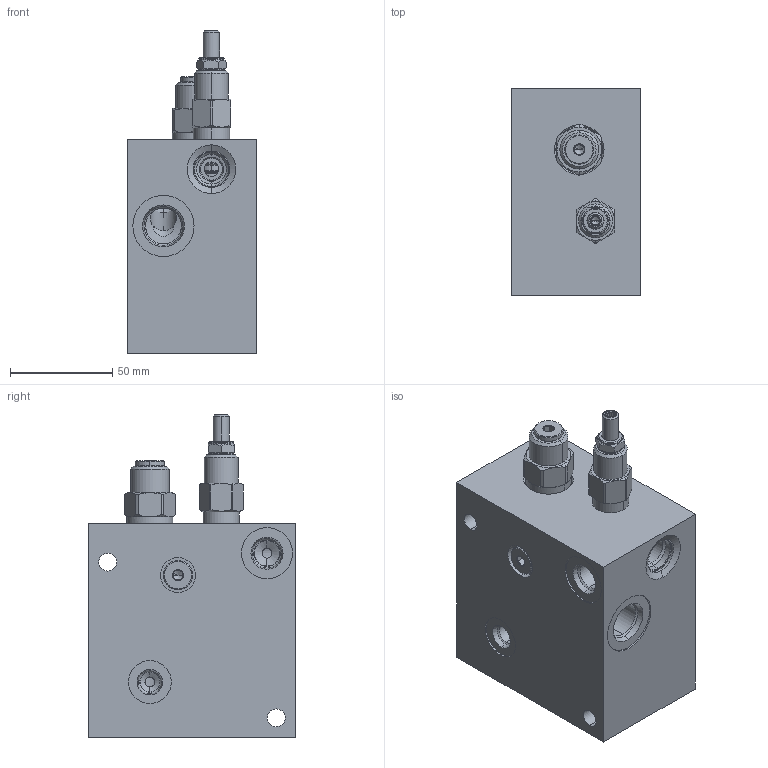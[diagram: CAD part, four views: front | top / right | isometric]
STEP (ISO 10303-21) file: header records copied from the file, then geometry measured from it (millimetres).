
FILE_DESCRIPTION((''),'2;1');
FILE_NAME('ADJ_ASM','2022-10-18T',('ProEService'),(''),'PRO/ENGINEER BY PARAMETRIC TECHNOLOGY CORPORATION, 2014200','PRO/ENGINEER BY PARAMETRIC TECHNOLOGY CORPORATION, 2014200','');
FILE_SCHEMA(('CONFIG_CONTROL_DESIGN'));
Length unit declared in the file: inch
Products named in the file (5): 175-707-001; PSDTXFN; FXBALAN; A330-006-004; ADJ_ASM
Assembly tree (4 placements, depth 2):
  ADJ_ASM
    175-707-001
    PSDTXFN
    FXBALAN
    A330-006-004
Bounding box: 63.5 x 101.6 x 157.87 mm (x, y, z)
Volume: 635693.8 mm3; surface area: 87833.3 mm2
Topology: 10 solids, 18 shells, 813 faces, 2221 edges, 1619 vertices
Faces by surface type: cylinder 331, cone 201, plane 163, torus 96, revolution 22
Entity records: 28744 total; most frequent: CARTESIAN_POINT 8166, DIRECTION 4530, ORIENTED_EDGE 3674, EDGE_CURVE 1837, AXIS2_PLACEMENT_3D 1758, VERTEX_POINT 1109, VECTOR 992, LINE 992
